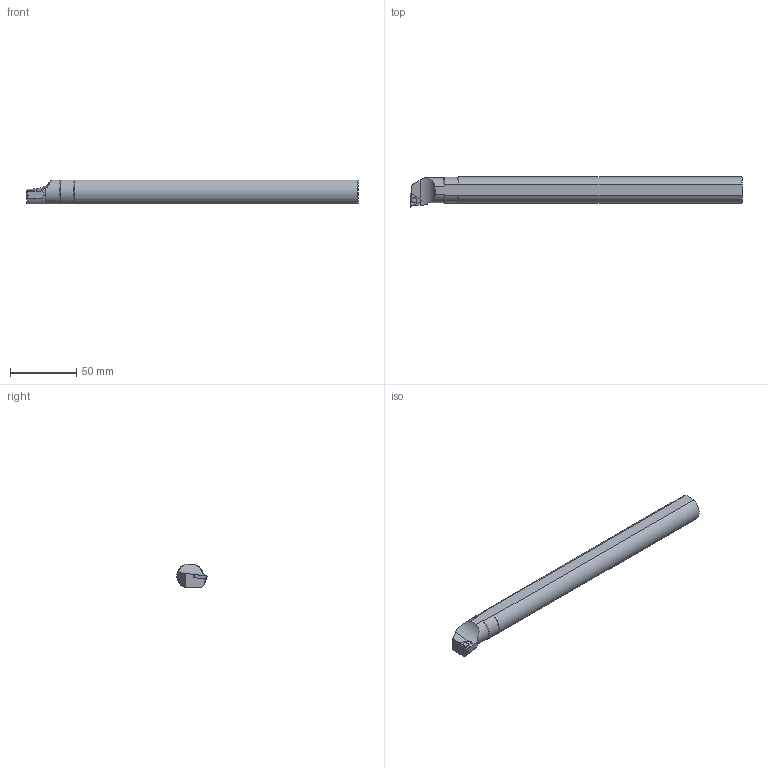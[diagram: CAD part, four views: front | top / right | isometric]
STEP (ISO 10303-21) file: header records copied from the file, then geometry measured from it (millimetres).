
FILE_DESCRIPTION(/* description */ (''),/* implementation_level */ '2;1');
FILE_NAME(/* name */ 'A20SSTFCR11_SIM.stp',/* time_stamp */ '2021-10-18T14:36:14+02:00',/* author */ (''),/* organization */ (''),/* preprocessor_version */ 'ST-DEVELOPER v16.7',/* originating_system */ 'SIEMENS PLM Software NX 12.0',/* authorisation */ '');
FILE_SCHEMA (('AUTOMOTIVE_DESIGN { 1 0 10303 214 3 1 1 1 }'));
Length unit declared in the file: millimetre
Products named in the file (1): model1
Bounding box: 251.34 x 22.86 x 18 mm (x, y, z)
Volume: 73649.6 mm3; surface area: 16098.7 mm2
Topology: 2 solids, 2 shells, 36 faces, 95 edges, 63 vertices
Faces by surface type: cylinder 14, plane 12, torus 6, cone 4
Full cylindrical faces by diameter (mm): 2.8 x1, 4 x1
Entity records: 1292 total; most frequent: CARTESIAN_POINT 391, ORIENTED_EDGE 182, DIRECTION 177, EDGE_CURVE 91, AXIS2_PLACEMENT_3D 71, VERTEX_POINT 62, EDGE_LOOP 41, ADVANCED_FACE 36
